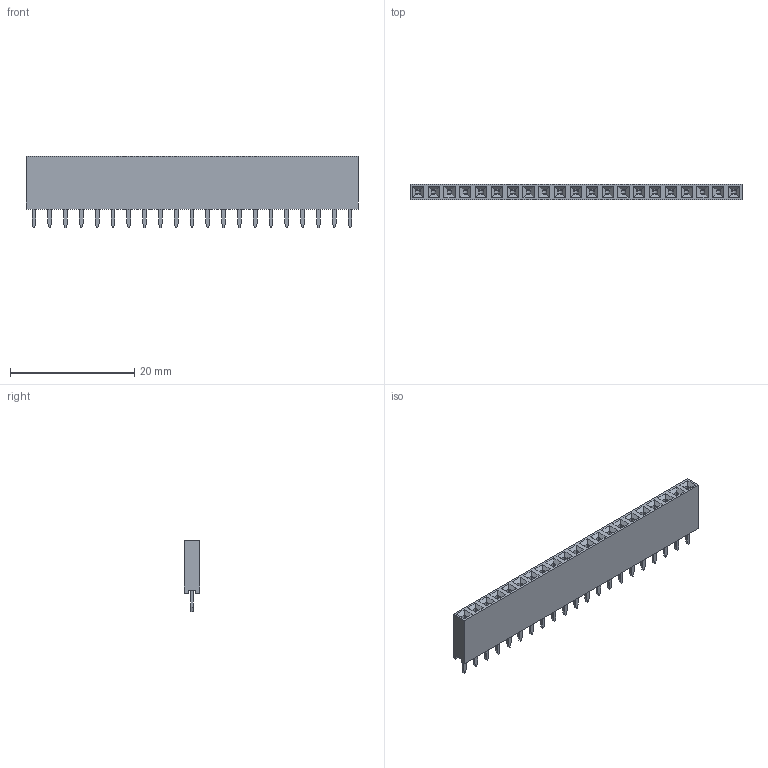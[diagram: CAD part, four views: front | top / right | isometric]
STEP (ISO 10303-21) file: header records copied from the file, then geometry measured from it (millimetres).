
FILE_DESCRIPTION(('STEP AP214'), '1');
FILE_NAME('PBS', '', ('UNSPECIFIED'), ('UNSPECIFIED'), 'ASCON STEP Converter 1.6', 'ASCON Math Kernel', '');
FILE_SCHEMA(('AUTOMOTIVE_DESIGN { 1 0 10303 214 3 1 1}'));
Length unit declared in the file: millimetre
Bounding box: 53.34 x 2.54 x 11.5 mm (x, y, z)
Volume: 1027 mm3; surface area: 2188.8 mm2
Topology: 1 solids, 1 shells, 1144 faces, 3132 edges, 1948 vertices
Faces by surface type: plane 997, cylinder 147
Entity records: 44634 total; most frequent: ORIENTED_EDGE 6264, CARTESIAN_POINT 6225, DIRECTION 5800, EDGE_CURVE 3132, LINE 2754, VECTOR 2754, VERTEX_POINT 1948, AXIS2_PLACEMENT_3D 1523
